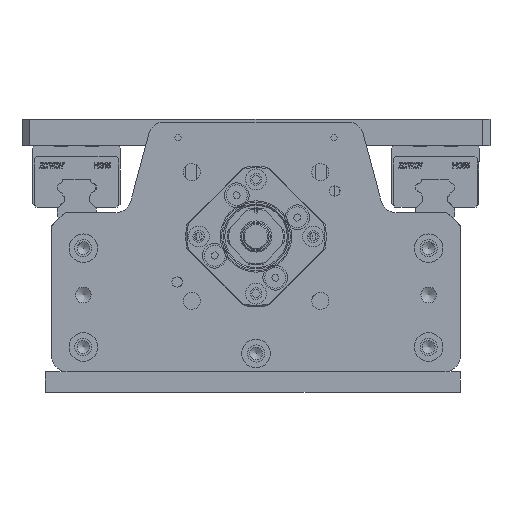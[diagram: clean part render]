
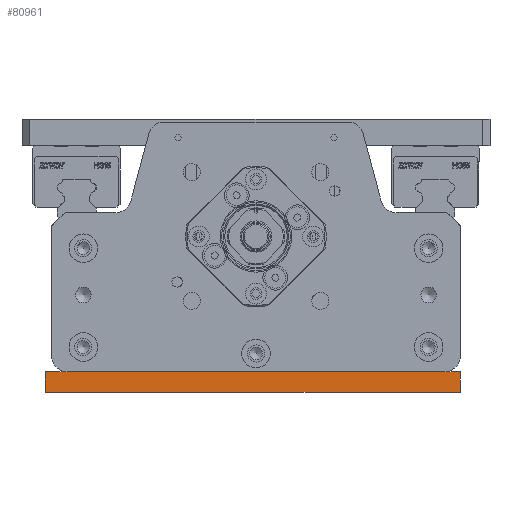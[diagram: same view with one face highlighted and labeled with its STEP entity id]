
A CAD part, front view. The second image highlights one B-rep face of the part: STEP entity #80961.
In plain terms, the highlighted planar face has unit normal (0, -1, 0).
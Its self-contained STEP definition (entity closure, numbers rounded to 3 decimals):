
#80783=CARTESIAN_POINT('',(37.994,-565.,34.532));
#80784=VERTEX_POINT('',#80783);
#80799=CARTESIAN_POINT('',(29.594,-565.,34.532));
#80800=VERTEX_POINT('',#80799);
#80807=CARTESIAN_POINT('',(29.594,-565.,34.532));
#80808=DIRECTION('',(1.0,0.0,0.0));
#80809=VECTOR('',#80808,8.4);
#80810=LINE('',#80807,#80809);
#80811=EDGE_CURVE('',#80800,#80784,#80810,.T.);
#80821=CARTESIAN_POINT('',(183.194,-565.,34.532));
#80822=VERTEX_POINT('',#80821);
#80829=CARTESIAN_POINT('',(189.194,-565.,34.532));
#80830=VERTEX_POINT('',#80829);
#80831=CARTESIAN_POINT('',(183.194,-565.,34.532));
#80832=DIRECTION('',(1.0,0.0,0.0));
#80833=VECTOR('',#80832,6.0);
#80834=LINE('',#80831,#80833);
#80835=EDGE_CURVE('',#80822,#80830,#80834,.T.);
#80867=CARTESIAN_POINT('',(29.594,-565.,26.532));
#80868=VERTEX_POINT('',#80867);
#80875=CARTESIAN_POINT('',(29.594,-565.,34.532));
#80876=DIRECTION('',(0.0,0.0,-1.0));
#80877=VECTOR('',#80876,8.);
#80878=LINE('',#80875,#80877);
#80879=EDGE_CURVE('',#80800,#80868,#80878,.T.);
#80898=CARTESIAN_POINT('',(189.194,-565.,26.532));
#80899=VERTEX_POINT('',#80898);
#80906=CARTESIAN_POINT('',(29.594,-565.,26.532));
#80907=DIRECTION('',(1.0,0.0,0.0));
#80908=VECTOR('',#80907,159.6);
#80909=LINE('',#80906,#80908);
#80910=EDGE_CURVE('',#80868,#80899,#80909,.T.);
#80938=CARTESIAN_POINT('',(24.194,-565.,24.532));
#80939=DIRECTION('',(0.0,-1.0,0.0));
#80940=DIRECTION('',(1.0,0.0,0.0));
#80941=AXIS2_PLACEMENT_3D('',#80938,#80939,#80940);
#80942=PLANE('',#80941);
#80943=ORIENTED_EDGE('',*,*,#80879,.T.);
#80944=ORIENTED_EDGE('',*,*,#80910,.T.);
#80945=CARTESIAN_POINT('',(189.194,-565.,26.532));
#80946=DIRECTION('',(0.0,0.0,1.0));
#80947=VECTOR('',#80946,8.0);
#80948=LINE('',#80945,#80947);
#80949=EDGE_CURVE('',#80899,#80830,#80948,.T.);
#80950=ORIENTED_EDGE('',*,*,#80949,.T.);
#80951=ORIENTED_EDGE('',*,*,#80835,.F.);
#80952=CARTESIAN_POINT('',(37.994,-565.,34.532));
#80953=DIRECTION('',(1.0,0.0,0.0));
#80954=VECTOR('',#80953,145.2);
#80955=LINE('',#80952,#80954);
#80956=EDGE_CURVE('',#80784,#80822,#80955,.T.);
#80957=ORIENTED_EDGE('',*,*,#80956,.F.);
#80958=ORIENTED_EDGE('',*,*,#80811,.F.);
#80959=EDGE_LOOP('',(#80943,#80944,#80950,#80951,#80957,#80958));
#80960=FACE_OUTER_BOUND('',#80959,.T.);
#80961=ADVANCED_FACE('',(#80960),#80942,.T.);
